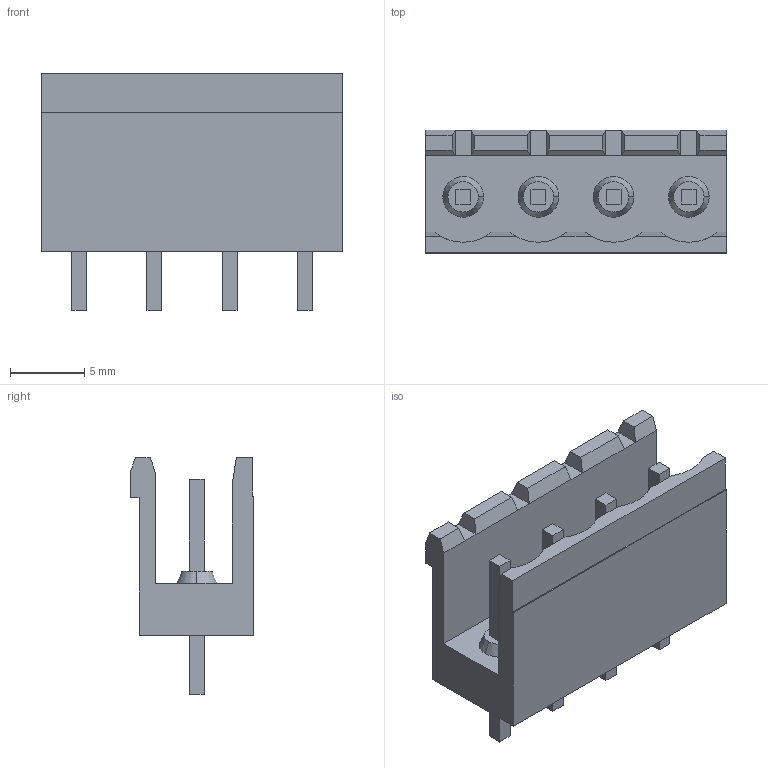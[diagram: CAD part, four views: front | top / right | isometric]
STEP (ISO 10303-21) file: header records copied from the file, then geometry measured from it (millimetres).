
FILE_DESCRIPTION((''),'2;1');
FILE_NAME('C-282825-4','2008-09-11T',('workeradm'),('Tyco Electronics Corporation'),'PRO/ENGINEER BY PARAMETRIC TECHNOLOGY CORPORATION, 2005450','PRO/ENGINEER BY PARAMETRIC TECHNOLOGY CORPORATION, 2005450','');
FILE_SCHEMA(('CONFIG_CONTROL_DESIGN', 'GEOMETRIC_VALIDATION_PROPERTIES_MIM'));
Length unit declared in the file: millimetre
Products named in the file (1): C-282825-4
Bounding box: 20.32 x 8.35 x 16 mm (x, y, z)
Volume: 1000.2 mm3; surface area: 1449.4 mm2
Topology: 1 solids, 1 shells, 105 faces, 257 edges, 166 vertices
Faces by surface type: plane 93, cone 8, cylinder 4
Entity records: 3156 total; most frequent: CARTESIAN_POINT 545, ORIENTED_EDGE 514, DIRECTION 483, EDGE_CURVE 257, VECTOR 225, LINE 225, VERTEX_POINT 166, AXIS2_PLACEMENT_3D 129
